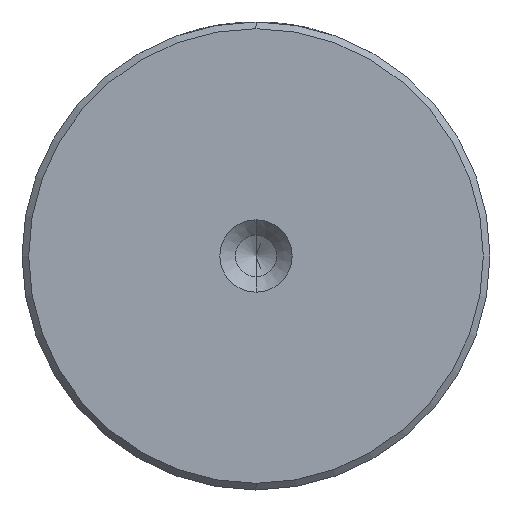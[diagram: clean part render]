
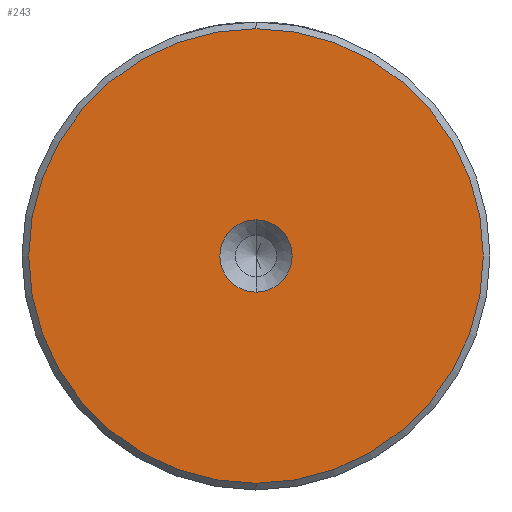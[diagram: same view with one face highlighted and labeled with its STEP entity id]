
A CAD part, left-side view. The second image highlights one B-rep face of the part: STEP entity #243.
In plain terms, the highlighted planar face has unit normal (-1, 0, 0).
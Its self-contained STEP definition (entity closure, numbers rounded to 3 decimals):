
#117 = AXIS2_PLACEMENT_3D ( 'NONE', #371, #380, #180 ) ;
#180 = DIRECTION ( 'NONE',  ( 0., 0., 1. ) ) ;
#243 = ADVANCED_FACE ( 'NONE', ( #2497, #2444 ), #1162, .T. ) ;
#252 = VERTEX_POINT ( 'NONE', #2321 ) ;
#343 = EDGE_CURVE ( 'NONE', #1550, #1801, #1775, .T. ) ;
#371 = CARTESIAN_POINT ( 'NONE',  ( 0., 0., 0. ) ) ;
#380 = DIRECTION ( 'NONE',  ( -1., 0., 0. ) ) ;
#406 = EDGE_LOOP ( 'NONE', ( #2377, #2145 ) ) ;
#419 = EDGE_CURVE ( 'NONE', #1801, #1550, #2471, .T. ) ;
#535 = DIRECTION ( 'NONE',  ( -1., 0., 0. ) ) ;
#599 = VERTEX_POINT ( 'NONE', #1357 ) ;
#765 = AXIS2_PLACEMENT_3D ( 'NONE', #1693, #1496, #1473 ) ;
#787 = EDGE_LOOP ( 'NONE', ( #1428, #984 ) ) ;
#984 = ORIENTED_EDGE ( 'NONE', *, *, #419, .T. ) ;
#1011 = DIRECTION ( 'NONE',  ( -1., 0., 0. ) ) ;
#1128 = CARTESIAN_POINT ( 'NONE',  ( 0., 0., -17. ) ) ;
#1131 = AXIS2_PLACEMENT_3D ( 'NONE', #1674, #535, #1868 ) ;
#1162 = PLANE ( 'NONE',  #117 ) ;
#1172 = CIRCLE ( 'NONE', #1276, 2.7 ) ;
#1253 = EDGE_CURVE ( 'NONE', #599, #252, #1749, .T. ) ;
#1276 = AXIS2_PLACEMENT_3D ( 'NONE', #2193, #1011, #2378 ) ;
#1341 = CARTESIAN_POINT ( 'NONE',  ( 0., 0., 17. ) ) ;
#1357 = CARTESIAN_POINT ( 'NONE',  ( 0., 0., -2.7 ) ) ;
#1428 = ORIENTED_EDGE ( 'NONE', *, *, #343, .T. ) ;
#1473 = DIRECTION ( 'NONE',  ( 0., 0., 1. ) ) ;
#1496 = DIRECTION ( 'NONE',  ( -1., 0., 0. ) ) ;
#1550 = VERTEX_POINT ( 'NONE', #1128 ) ;
#1670 = AXIS2_PLACEMENT_3D ( 'NONE', #1920, #1735, #1726 ) ;
#1674 = CARTESIAN_POINT ( 'NONE',  ( 0., 0., 0. ) ) ;
#1693 = CARTESIAN_POINT ( 'NONE',  ( 0., 0., 0. ) ) ;
#1726 = DIRECTION ( 'NONE',  ( 0., 0., 1. ) ) ;
#1735 = DIRECTION ( 'NONE',  ( -1., 0., 0. ) ) ;
#1749 = CIRCLE ( 'NONE', #1131, 2.7 ) ;
#1775 = CIRCLE ( 'NONE', #765, 17. ) ;
#1801 = VERTEX_POINT ( 'NONE', #1341 ) ;
#1868 = DIRECTION ( 'NONE',  ( 0., 0., 1. ) ) ;
#1920 = CARTESIAN_POINT ( 'NONE',  ( 0., 0., 0. ) ) ;
#2145 = ORIENTED_EDGE ( 'NONE', *, *, #1253, .F. ) ;
#2193 = CARTESIAN_POINT ( 'NONE',  ( 0., 0., 0. ) ) ;
#2321 = CARTESIAN_POINT ( 'NONE',  ( 0., 0., 2.7 ) ) ;
#2377 = ORIENTED_EDGE ( 'NONE', *, *, #2476, .F. ) ;
#2378 = DIRECTION ( 'NONE',  ( 0., 0., 1. ) ) ;
#2444 = FACE_BOUND ( 'NONE', #406, .T. ) ;
#2471 = CIRCLE ( 'NONE', #1670, 17. ) ;
#2476 = EDGE_CURVE ( 'NONE', #252, #599, #1172, .T. ) ;
#2497 = FACE_OUTER_BOUND ( 'NONE', #787, .T. ) ;
